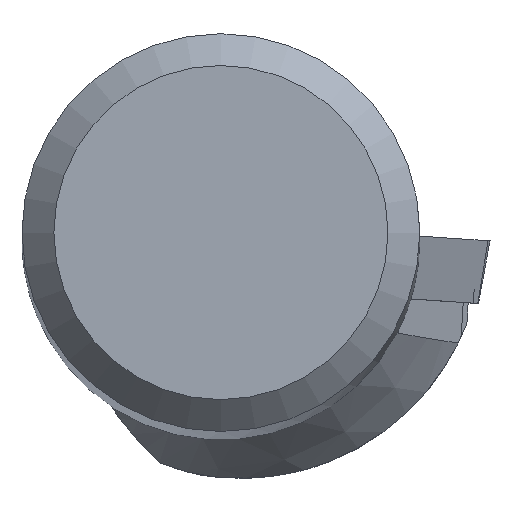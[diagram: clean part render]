
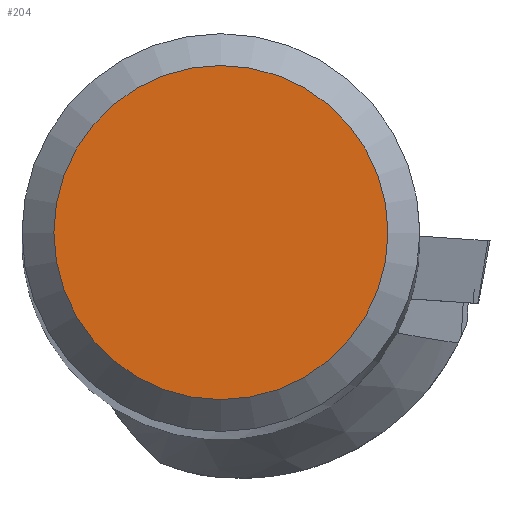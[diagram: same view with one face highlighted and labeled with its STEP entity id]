
A CAD part, top view. The second image highlights one B-rep face of the part: STEP entity #204.
In plain terms, the highlighted planar face has unit normal (0, 0, 1).
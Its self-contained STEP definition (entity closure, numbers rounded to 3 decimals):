
#153=FACE_OUTER_BOUND('',#426,.T.);
#204=ADVANCED_FACE('',(#153),#247,.T.);
#247=PLANE('',#1132);
#426=EDGE_LOOP('',(#591));
#591=ORIENTED_EDGE('',*,*,#900,.F.);
#796=VERTEX_POINT('',#1874);
#900=EDGE_CURVE('',#796,#796,#971,.T.);
#971=CIRCLE('',#1131,10.491);
#1131=AXIS2_PLACEMENT_3D('',#1873,#1353,#1354);
#1132=AXIS2_PLACEMENT_3D('',#1875,#1355,#1356);
#1353=DIRECTION('',(0.,0.,-1.));
#1354=DIRECTION('',(-1.,0.,0.));
#1355=DIRECTION('',(0.,0.,1.));
#1356=DIRECTION('',(-1.,0.,0.));
#1873=CARTESIAN_POINT('',(0.,0.,0.));
#1874=CARTESIAN_POINT('',(-10.491,0.,0.));
#1875=CARTESIAN_POINT('',(0.,0.,0.));
